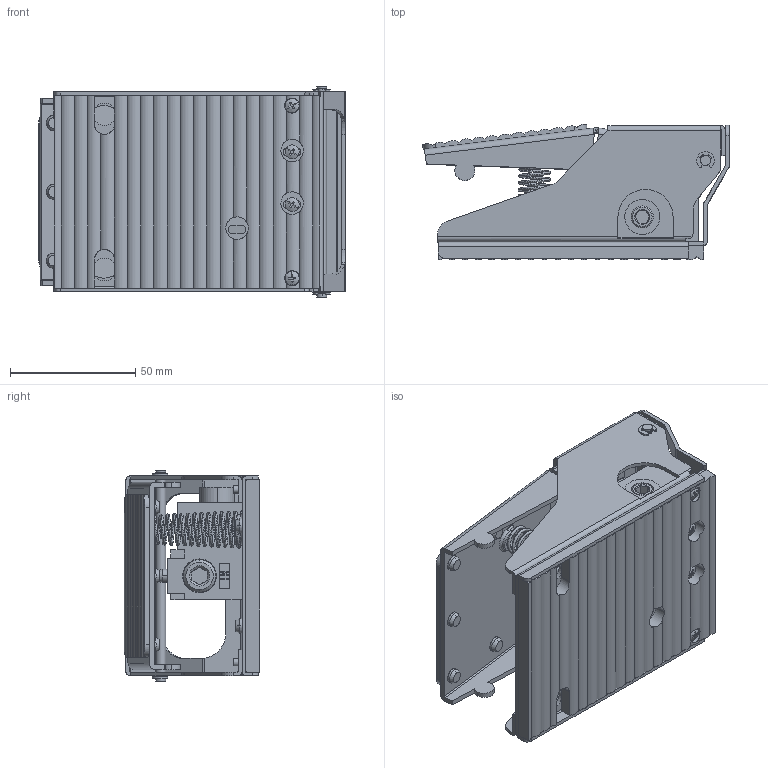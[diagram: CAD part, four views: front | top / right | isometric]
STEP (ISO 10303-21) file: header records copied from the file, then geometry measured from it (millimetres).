
FILE_DESCRIPTION (( 'STEP AP203' ), '1' );
FILE_NAME ('FV220.step', '2017-03-07T18:52:54', ( '' ), ( '' ), 'SwSTEP 2.0', 'SolidWorks 2016', '' );
FILE_SCHEMA (( 'CONFIG_CONTROL_DESIGN' ));
Length unit declared in the file: millimetre
Products named in the file (1): FV220
Bounding box: 122.56 x 54.04 x 84 mm (x, y, z)
Volume: 148332 mm3; surface area: 119478.7 mm2
Topology: 21 solids, 21 shells, 947 faces, 2438 edges, 1578 vertices
Faces by surface type: plane 448, cylinder 390, cone 68, bspline 41
Entity records: 39410 total; most frequent: CARTESIAN_POINT 16056, ORIENTED_EDGE 4864, DIRECTION 4847, EDGE_CURVE 2432, AXIS2_PLACEMENT_3D 1757, VERTEX_POINT 1578, LINE 1333, VECTOR 1333
